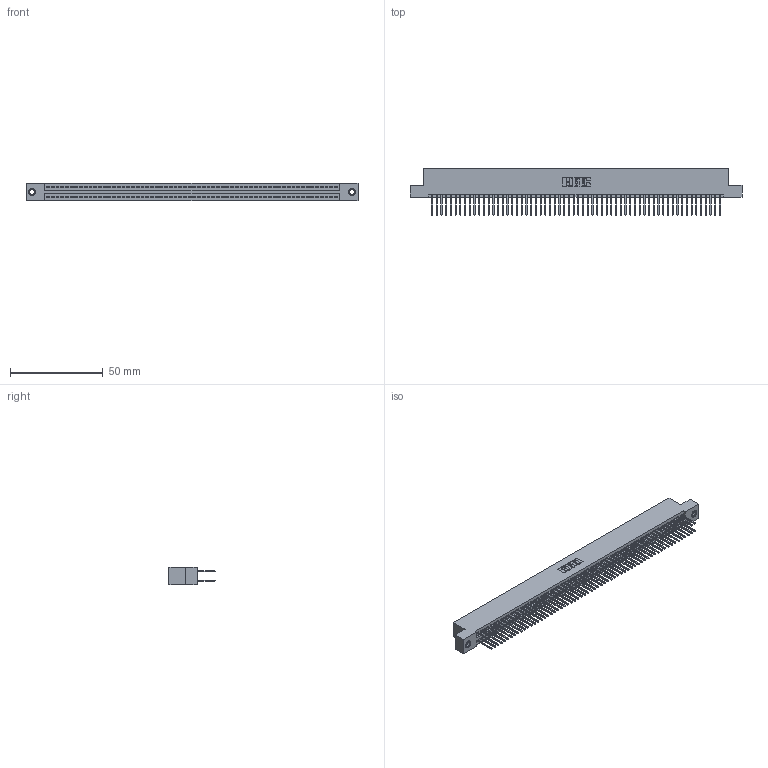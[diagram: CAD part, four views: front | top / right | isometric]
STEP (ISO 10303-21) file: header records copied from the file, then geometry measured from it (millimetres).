
FILE_DESCRIPTION (( 'STEP AP203' ), '1' );
FILE_NAME ('395-124-523-207.STEP', '2018-12-03T22:24:40', ( '' ), ( '' ), 'SwSTEP 2.0', 'SolidWorks 2016', '' );
FILE_SCHEMA (( 'CONFIG_CONTROL_DESIGN' ));
Length unit declared in the file: inch
Products named in the file (4): 395-124-523-207; 345 Part_Flush Mounting Lugs - 0.156 Dia-TI; 345-292-001_345-293-123; 345-250-001_345-250-005-103
Assembly tree (127 placements, depth 2):
  395-124-523-207
    345 Part_Flush Mounting Lugs - 0.156 Dia-TI
    345-292-001_345-293-123  x124
    345-250-001_345-250-005-103  x2
Bounding box: 178.69 x 24.82 x 9.4 mm (x, y, z)
Volume: 17784.4 mm3; surface area: 27843.5 mm2
Topology: 127 solids, 127 shells, 6386 faces, 18953 edges, 12462 vertices
Faces by surface type: plane 4204, cylinder 2166, cone 12, torus 4
Entity records: 47158 total; most frequent: CARTESIAN_POINT 7867, ORIENTED_EDGE 7794, DIRECTION 6939, EDGE_CURVE 3897, VECTOR 3497, LINE 3497, VERTEX_POINT 2592, AXIS2_PLACEMENT_3D 1721
